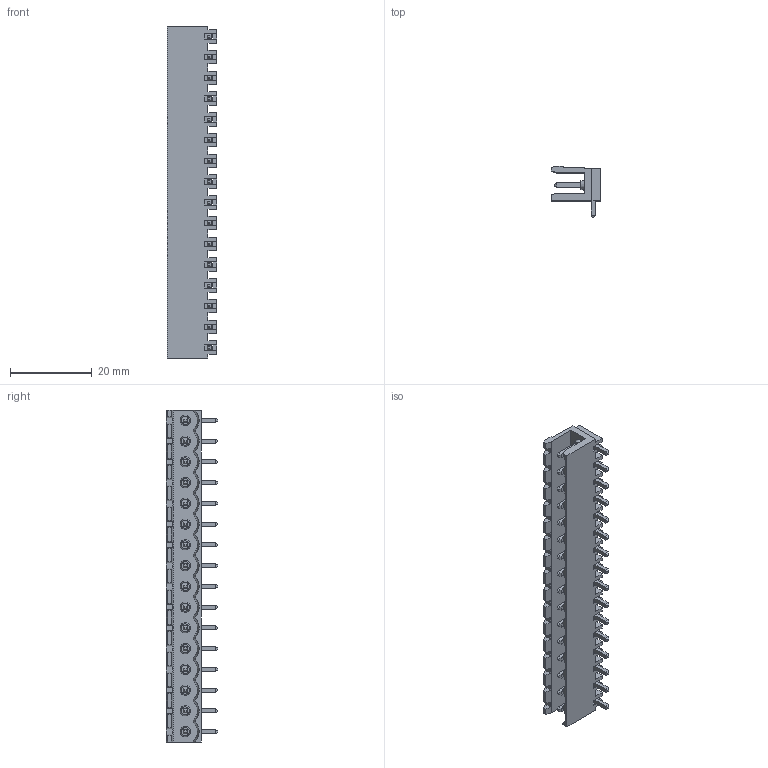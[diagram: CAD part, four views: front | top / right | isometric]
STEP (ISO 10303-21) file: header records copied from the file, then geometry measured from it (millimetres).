
FILE_DESCRIPTION( ( 'STEP AP214' ), '1' );
FILE_NAME( ' ', ' ', ( ' ' ), ( ' ' ), 'PSStep 11.0', 'VISI 17.0', ' ' );
FILE_SCHEMA( ( 'AUTOMOTIVE_DESIGN { 1 0 10303 214 1 1 1 1 }' ) );
Length unit declared in the file: millimetre
Products named in the file (1): 1
Bounding box: 12.2 x 12.5 x 81.28 mm (x, y, z)
Volume: 3550.3 mm3; surface area: 6782.3 mm2
Topology: 1 solids, 17 shells, 865 faces, 2269 edges, 1454 vertices
Faces by surface type: plane 801, cone 32, cylinder 32
Entity records: 32704 total; most frequent: CARTESIAN_POINT 4637, ORIENTED_EDGE 4474, DIRECTION 4049, EDGE_CURVE 2237, LINE 2093, VECTOR 2093, VERTEX_POINT 1438, AXIS2_PLACEMENT_3D 978
